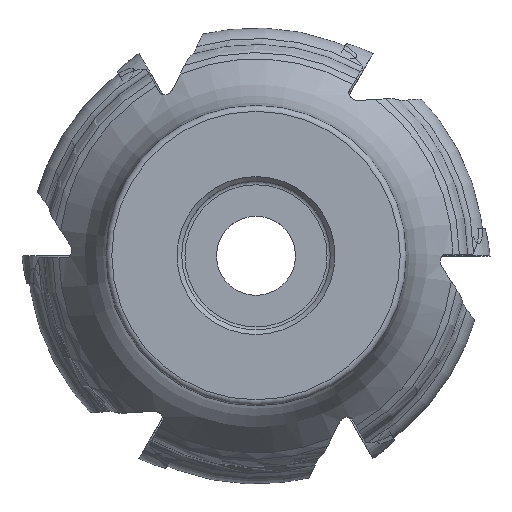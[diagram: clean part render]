
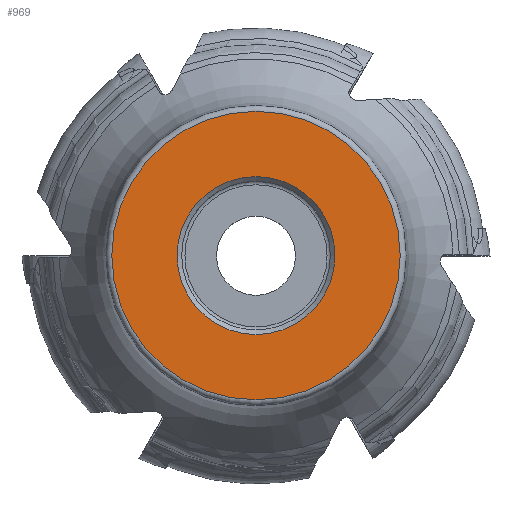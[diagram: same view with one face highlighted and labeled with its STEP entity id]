
A CAD part, top view. The second image highlights one B-rep face of the part: STEP entity #969.
In plain terms, the highlighted conical face has half-angle 89.977 degrees and reference radius 13.501 mm.
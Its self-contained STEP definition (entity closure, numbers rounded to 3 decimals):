
#445=CONICAL_SURFACE('',#7090,13.501,89.977);
#969=ADVANCED_FACE('',(#1490,#1491),#445,.F.);
#1490=FACE_BOUND('',#1704,.T.);
#1491=FACE_BOUND('',#1705,.T.);
#1704=EDGE_LOOP('',(#3256));
#1705=EDGE_LOOP('',(#3257));
#2733=CIRCLE('',#7087,13.501);
#2734=CIRCLE('',#7089,24.65);
#3256=ORIENTED_EDGE('',*,*,#5722,.F.);
#3257=ORIENTED_EDGE('',*,*,#5721,.T.);
#5009=VERTEX_POINT('',#10900);
#5010=VERTEX_POINT('',#10903);
#5721=EDGE_CURVE('',#5009,#5009,#2733,.T.);
#5722=EDGE_CURVE('',#5010,#5010,#2734,.T.);
#7087=AXIS2_PLACEMENT_3D('',#10899,#8055,#8056);
#7089=AXIS2_PLACEMENT_3D('',#10902,#8059,#8060);
#7090=AXIS2_PLACEMENT_3D('',#10904,#8061,#8062);
#8055=DIRECTION('',(0.,0.,-1.));
#8056=DIRECTION('',(-1.,0.,0.));
#8059=DIRECTION('',(0.,0.,-1.));
#8060=DIRECTION('',(-1.,0.,0.));
#8061=DIRECTION('',(0.,0.,1.));
#8062=DIRECTION('',(1.,0.,0.));
#10899=CARTESIAN_POINT('',(0.,0.,0.005));
#10900=CARTESIAN_POINT('',(-13.501,0.,0.005));
#10902=CARTESIAN_POINT('',(0.,0.,0.01));
#10903=CARTESIAN_POINT('',(-24.65,0.,0.01));
#10904=CARTESIAN_POINT('',(0.,0.,0.005));
